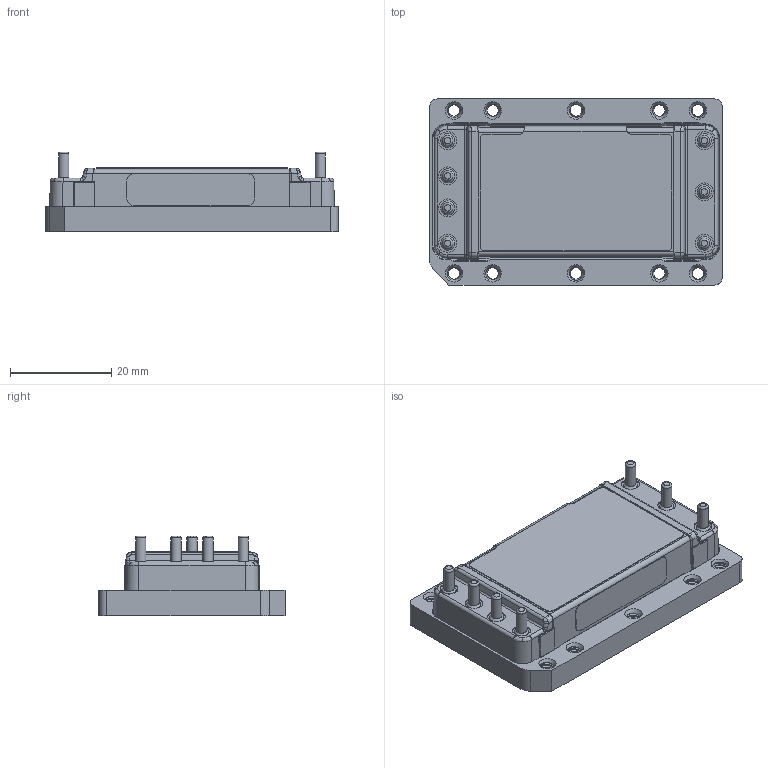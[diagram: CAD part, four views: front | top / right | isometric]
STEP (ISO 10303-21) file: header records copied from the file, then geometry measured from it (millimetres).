
FILE_DESCRIPTION (( 'STEP AP214' ), '1' );
FILE_NAME ('25004r7-VxxCxxxxxxBL2.STEP', '2010-08-25T16:38:43', ( 'Vicor Employee' ), ( 'Vicor Corporation' ), 'SwSTEP 2.0', 'SolidWorks 2010', '' );
FILE_SCHEMA (( 'AUTOMOTIVE_DESIGN' ));
Length unit declared in the file: inch
Products named in the file (1): 25004r7-VxxCxxxxxxBL2
Bounding box: 57.91 x 36.83 x 15.82 mm (x, y, z)
Surface area: 10775.8 mm2 (no closed solid volume)
Topology: 0 solids, 13 shells, 583 faces, 1601 edges, 1039 vertices
Faces by surface type: cylinder 263, plane 151, bspline 84, cone 78, torus 7
Full cylindrical faces by diameter (mm): 2.032 x7, 3.556 x7
Entity records: 52550 total; most frequent: CARTESIAN_POINT 32610, ORIENTED_EDGE 2804, DIRECTION 2227, EDGE_CURVE 1486, VERTEX_POINT 983, AXIS2_PLACEMENT_3D 827, EDGE_LOOP 655, FACE_OUTER_BOUND 593
